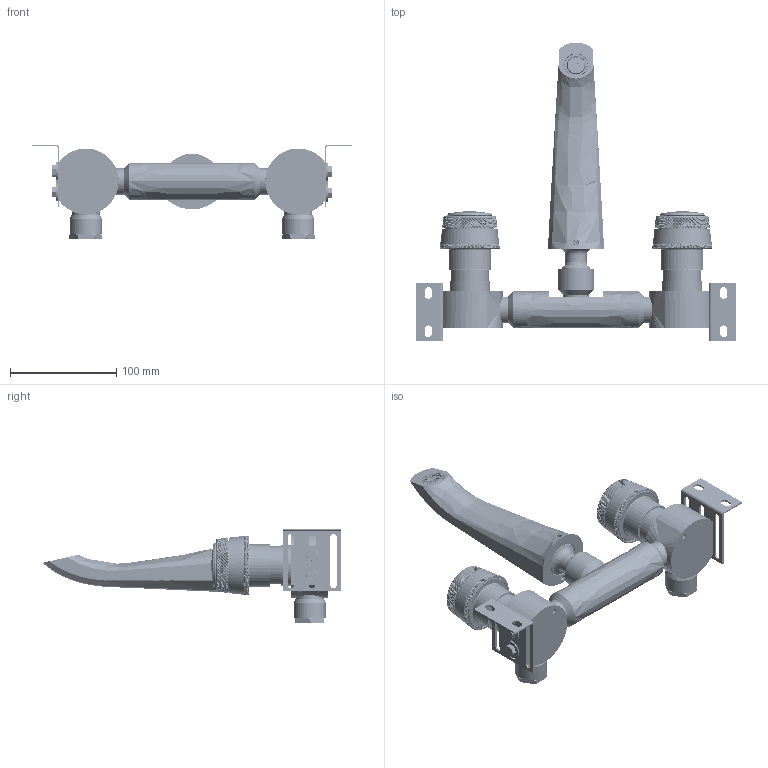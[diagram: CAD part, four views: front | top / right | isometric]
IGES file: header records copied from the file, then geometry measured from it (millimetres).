
Global section: file name: T10K17-1R; native system: Autodesk Inventor 2020; preprocessor: unknown; author: pbiran; date: 20200521.103530; units: millimetre
Bounding box: 302 x 281.38 x 89 mm (x, y, z)
Volume: 609974.2 mm3; surface area: 282688.7 mm2
Topology: 61 solids, 62 shells, 30205 faces, 64812 edges, 35013 vertices
Faces by surface type: bspline 30201, offset 4
